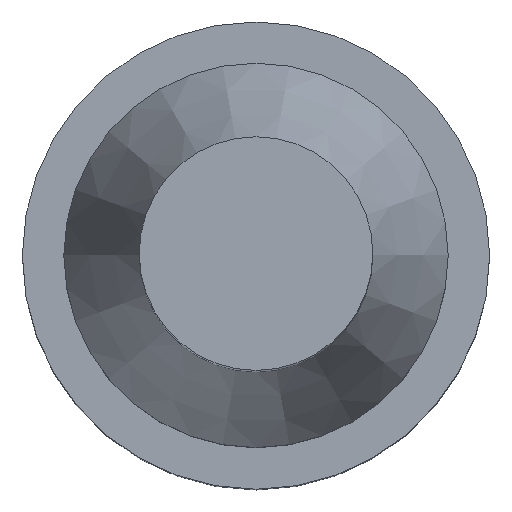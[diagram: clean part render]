
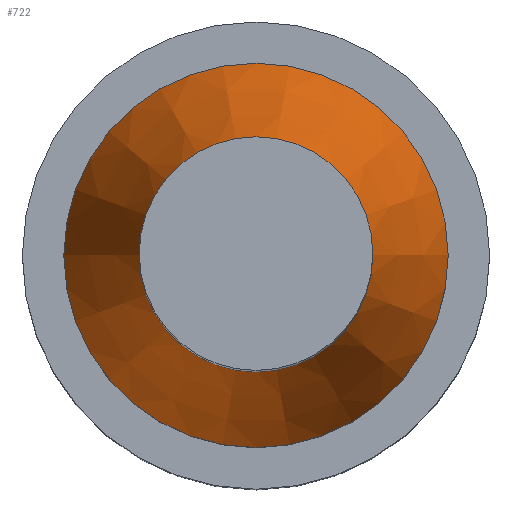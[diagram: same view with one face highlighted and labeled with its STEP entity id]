
A CAD part, top view. The second image highlights one B-rep face of the part: STEP entity #722.
In plain terms, the highlighted conical face has half-angle 18.435 degrees and reference radius 12.75 mm.
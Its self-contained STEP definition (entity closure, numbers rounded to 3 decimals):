
#12=CONICAL_SURFACE($,#764,12.75,18.435);
#17=FACE_BOUND($,#142,.T.);
#35=CIRCLE($,#762,7.75);
#36=CIRCLE($,#765,12.75);
#96=FACE_OUTER_BOUND($,#141,.T.);
#141=EDGE_LOOP($,(#615));
#142=EDGE_LOOP($,(#616));
#362=VERTEX_POINT($,#1305);
#363=VERTEX_POINT($,#1309);
#458=EDGE_CURVE($,#362,#362,#35,.T.);
#459=EDGE_CURVE($,#363,#363,#36,.T.);
#615=ORIENTED_EDGE($,*,*,#459,.F.);
#616=ORIENTED_EDGE($,*,*,#458,.T.);
#722=ADVANCED_FACE($,(#96,#17),#12,.T.);
#762=AXIS2_PLACEMENT_3D($,#1306,#899,#900);
#764=AXIS2_PLACEMENT_3D($,#1308,#903,#904);
#765=AXIS2_PLACEMENT_3D($,#1310,#905,#906);
#899=DIRECTION('center_axis',(0.,0.,-1.));
#900=DIRECTION('ref_axis',(-1.,0.,0.));
#903=DIRECTION('center_axis',(0.,0.,-1.));
#904=DIRECTION('ref_axis',(1.,0.,0.));
#905=DIRECTION('center_axis',(0.,0.,-1.));
#906=DIRECTION('ref_axis',(-1.,0.,0.));
#1305=CARTESIAN_POINT('',(-7.75,0.,51.));
#1306=CARTESIAN_POINT('Origin',(0.,0.,51.));
#1308=CARTESIAN_POINT('Origin',(0.,0.,36.));
#1309=CARTESIAN_POINT('',(12.75,0.,36.));
#1310=CARTESIAN_POINT('Origin',(0.,0.,36.));
